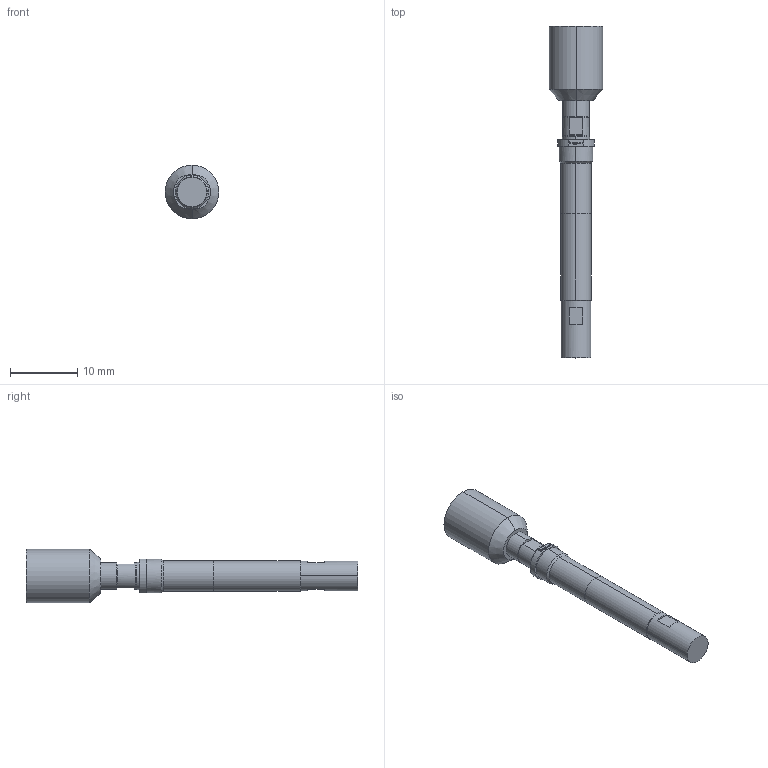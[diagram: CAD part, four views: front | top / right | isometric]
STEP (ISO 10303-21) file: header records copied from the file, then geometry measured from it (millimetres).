
FILE_DESCRIPTION (( 'STEP AP203' ), '1' );
FILE_NAME ('INGUN_HFS-860_308_180_A_xx43_QMA_M.STEP', '2022-04-27T10:53:06', ( 'ochi' ), ( '' ), 'SwSTEP 2.0', 'SolidWorks 2018', '' );
FILE_SCHEMA (( 'CONFIG_CONTROL_DESIGN' ));
Length unit declared in the file: millimetre
Products named in the file (1): INGUN_HFS-860_308_180_A_xx43_QMA_M
Bounding box: 8 x 49.4 x 8 mm (x, y, z)
Volume: 903.7 mm3; surface area: 1090.8 mm2
Topology: 1 solids, 1 shells, 150 faces, 360 edges, 229 vertices
Faces by surface type: plane 74, cylinder 56, cone 20
Entity records: 4423 total; most frequent: DIRECTION 796, CARTESIAN_POINT 738, ORIENTED_EDGE 716, EDGE_CURVE 358, AXIS2_PLACEMENT_3D 287, VERTEX_POINT 229, VECTOR 222, LINE 222
